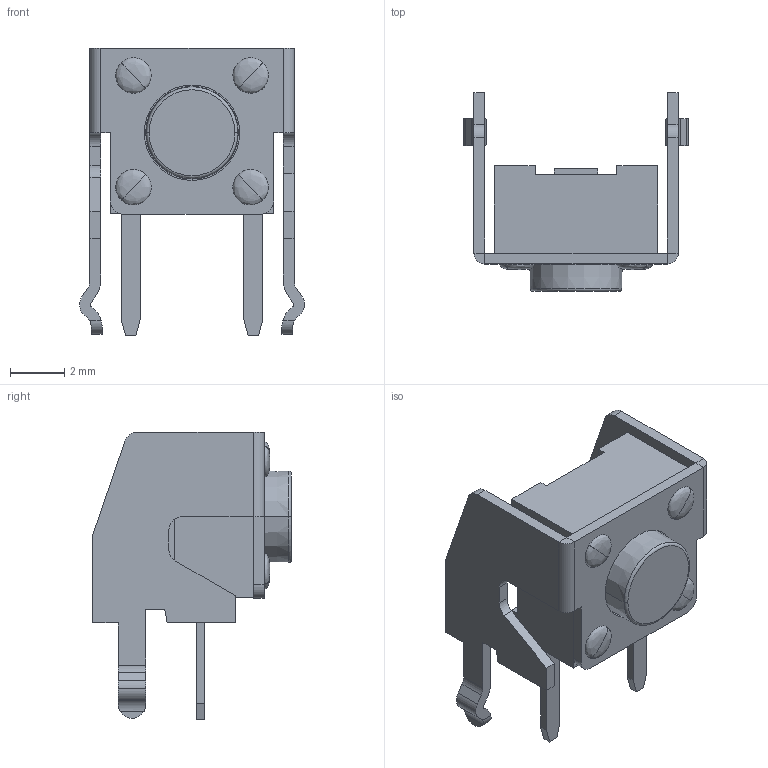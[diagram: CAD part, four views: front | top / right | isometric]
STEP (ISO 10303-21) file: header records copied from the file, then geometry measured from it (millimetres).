
FILE_DESCRIPTION (( 'STEP AP214' ), '1' );
FILE_NAME ('KEY-TH_TC-6615-4.5-160G.STEP', '2023-05-26T01:47:34', ( 'PC' ), ( 'Microsoft' ), 'SwSTEP 2.0', 'SolidWorks 2020', '' );
FILE_SCHEMA (( 'AUTOMOTIVE_DESIGN' ));
Length unit declared in the file: millimetre
Products named in the file (1): KEY-TH_TC-6615-4.5-160G
Bounding box: 8.26 x 7.3 x 10.55 mm (x, y, z)
Volume: 162.8 mm3; surface area: 426.2 mm2
Topology: 2 solids, 2 shells, 375 faces, 1018 edges, 666 vertices
Faces by surface type: plane 234, bspline 106, cylinder 31, torus 2, cone 2
Entity records: 16938 total; most frequent: CARTESIAN_POINT 4046, ORIENTED_EDGE 2020, DIRECTION 1396, EDGE_CURVE 1010, VECTOR 716, LINE 716, VERTEX_POINT 666, EDGE_LOOP 404
